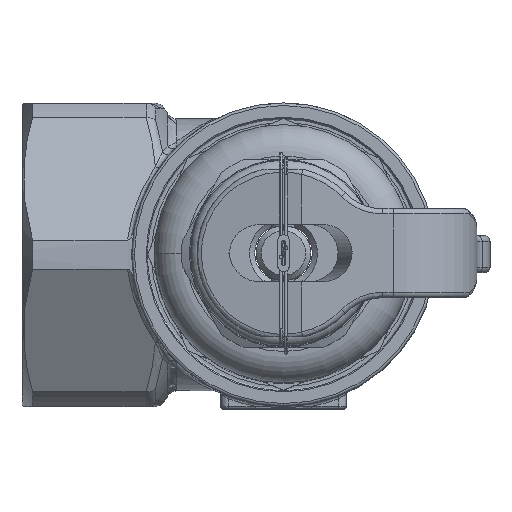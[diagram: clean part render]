
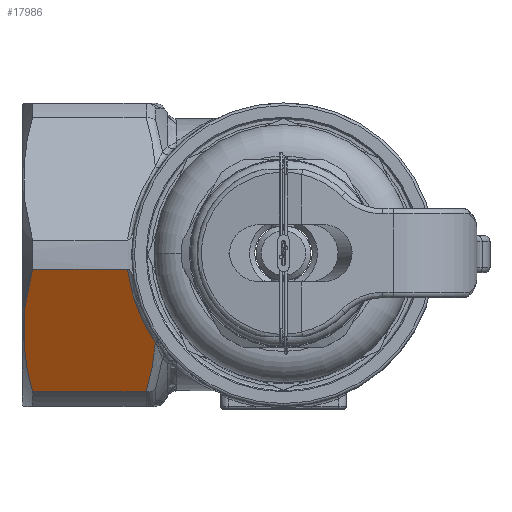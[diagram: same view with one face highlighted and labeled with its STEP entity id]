
A CAD part, top view. The second image highlights one B-rep face of the part: STEP entity #17986.
In plain terms, the highlighted planar face has unit normal (0, -0.5, 0.866).
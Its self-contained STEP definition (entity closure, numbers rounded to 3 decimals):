
#17185=CARTESIAN_POINT('',(-47.979,-2.785,31.879));
#17186=VERTEX_POINT('',#17185);
#17196=CARTESIAN_POINT('',(-29.82,-2.785,31.879));
#17197=VERTEX_POINT('',#17196);
#17198=CARTESIAN_POINT('',(-47.979,-2.785,31.879));
#17199=DIRECTION('',(1.,-0.,-0.));
#17200=VECTOR('',#17199,18.16);
#17201=LINE('',#17198,#17200);
#17202=EDGE_CURVE('NONE',#17186,#17197,#17201,.T.);
#17544=CARTESIAN_POINT('',(-24.499,-16.815,23.778));
#17545=VERTEX_POINT('',#17544);
#17674=CARTESIAN_POINT('',(-24.499,-16.815,23.778));
#17675=CARTESIAN_POINT('',(-27.448,-12.642,26.188));
#17676=CARTESIAN_POINT('',(-29.26,-7.864,28.946));
#17677=CARTESIAN_POINT('',(-29.82,-2.785,31.879));
#17678=(BOUNDED_CURVE()
B_SPLINE_CURVE(3,(#17674,#17675,#17676,#17677),.UNSPECIFIED.,.F.,.F.)
B_SPLINE_CURVE_WITH_KNOTS((4,4),(4.097,4.603),.UNSPECIFIED.)
CURVE()
GEOMETRIC_REPRESENTATION_ITEM()
RATIONAL_B_SPLINE_CURVE((1.,0.979,0.979,1.))
REPRESENTATION_ITEM(''));
#17679=EDGE_CURVE('NONE',#17545,#17197,#17678,.T.);
#17744=CARTESIAN_POINT('',(-47.979,-26.215,18.351));
#17745=VERTEX_POINT('',#17744);
#17779=CARTESIAN_POINT('',(-26.27,-26.215,18.351));
#17780=VERTEX_POINT('',#17779);
#17788=CARTESIAN_POINT('',(-26.27,-26.215,18.351));
#17789=DIRECTION('',(-1.,0.,0.));
#17790=VECTOR('',#17789,21.709);
#17791=LINE('',#17788,#17790);
#17792=EDGE_CURVE('NONE',#17780,#17745,#17791,.T.);
#17952=CARTESIAN_POINT('',(0.001,-29.,16.743));
#17953=DIRECTION('',(-0.,0.5,-0.866));
#17954=DIRECTION('',(0.,0.866,0.5));
#17955=AXIS2_PLACEMENT_3D('',#17952,#17953,#17954);
#17956=PLANE('',#17955);
#17957=ORIENTED_EDGE('',*,*,#17202,.F.);
#17958=CARTESIAN_POINT('',(-47.979,-2.785,31.879));
#17959=CARTESIAN_POINT('',(-48.522,-4.71,30.767));
#17960=CARTESIAN_POINT('',(-48.957,-6.643,29.651));
#17961=CARTESIAN_POINT('',(-49.551,-10.533,27.405));
#17962=CARTESIAN_POINT('',(-49.709,-12.488,26.276));
#17963=CARTESIAN_POINT('',(-49.712,-15.441,24.572));
#17964=CARTESIAN_POINT('',(-49.675,-16.428,24.002));
#17965=CARTESIAN_POINT('',(-49.522,-18.409,22.858));
#17966=CARTESIAN_POINT('',(-49.408,-19.397,22.288));
#17967=CARTESIAN_POINT('',(-48.96,-22.342,20.587));
#17968=CARTESIAN_POINT('',(-48.523,-24.286,19.465));
#17969=CARTESIAN_POINT('',(-47.979,-26.215,18.351));
#17970=B_SPLINE_CURVE_WITH_KNOTS('',3,(#17958,#17959,#17960,#17961,#17962,#17963,#17964,#17965,#17966,#17967,#17968,#17969),.UNSPECIFIED.,.F.,.F.,(4,2,2,2,2,4),(0.,0.007,0.014,0.017,0.02,0.027),.UNSPECIFIED.);
#17971=EDGE_CURVE('NONE',#17186,#17745,#17970,.T.);
#17972=ORIENTED_EDGE('',*,*,#17971,.T.);
#17973=ORIENTED_EDGE('',*,*,#17792,.F.);
#17974=CARTESIAN_POINT('',(-26.27,-26.215,18.351));
#17975=CARTESIAN_POINT('',(-25.81,-24.674,19.241));
#17976=CARTESIAN_POINT('',(-25.418,-23.121,20.138));
#17977=CARTESIAN_POINT('',(-24.814,-19.98,21.951));
#17978=CARTESIAN_POINT('',(-24.603,-18.402,22.862));
#17979=CARTESIAN_POINT('',(-24.499,-16.815,23.778));
#17980=B_SPLINE_CURVE_WITH_KNOTS('',3,(#17974,#17975,#17976,#17977,#17978,#17979),.UNSPECIFIED.,.F.,.F.,(4,2,4),(0.,0.006,0.011),.UNSPECIFIED.);
#17981=EDGE_CURVE('NONE',#17780,#17545,#17980,.T.);
#17982=ORIENTED_EDGE('',*,*,#17981,.T.);
#17983=ORIENTED_EDGE('',*,*,#17679,.T.);
#17984=EDGE_LOOP('',(#17957,#17972,#17973,#17982,#17983));
#17985=FACE_BOUND('',#17984,.T.);
#17986=ADVANCED_FACE('NONE',(#17985),#17956,.F.);
